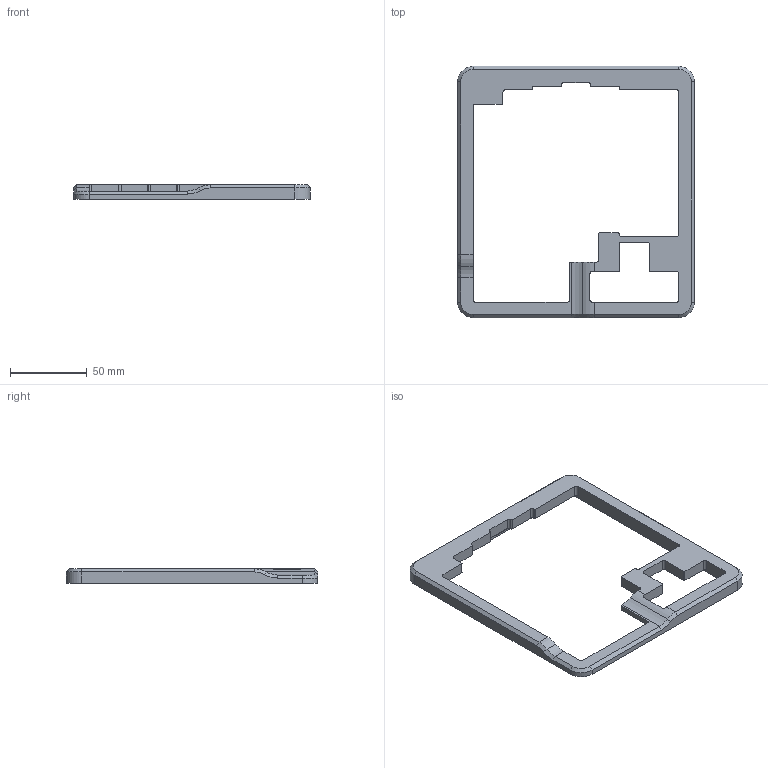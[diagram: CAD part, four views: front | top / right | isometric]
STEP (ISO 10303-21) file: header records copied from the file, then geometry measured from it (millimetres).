
FILE_DESCRIPTION(/* description */ (''),/* implementation_level */ '2;1');
FILE_NAME(/* name */ 'TOP-RIGHT-ComfyHands_prototype_13Jan.step',/* time_stamp */ '2022-01-13T03:28:18+00:00',/* author */ (''),/* organization */ (''),/* preprocessor_version */ 'ST-DEVELOPER v18.1',/* originating_system */ 'Autodesk Translation Framework v10.10.0.1391',/* authorisation */ '');
FILE_SCHEMA (('AUTOMOTIVE_DESIGN { 1 0 10303 214 3 1 1 }'));
Length unit declared in the file: millimetre
Products named in the file (1): TheComfyHands
Bounding box: 154.3 x 163.82 x 9.3 mm (x, y, z)
Volume: 62043.4 mm3; surface area: 26891.2 mm2
Topology: 1 solids, 1 shells, 139 faces, 370 edges, 242 vertices
Faces by surface type: plane 68, cylinder 63, cone 8
Full cylindrical faces by diameter (mm): 2.85 x12
Entity records: 4418 total; most frequent: DIRECTION 783, CARTESIAN_POINT 771, ORIENTED_EDGE 742, EDGE_CURVE 371, AXIS2_PLACEMENT_3D 274, VERTEX_POINT 242, LINE 235, VECTOR 235
